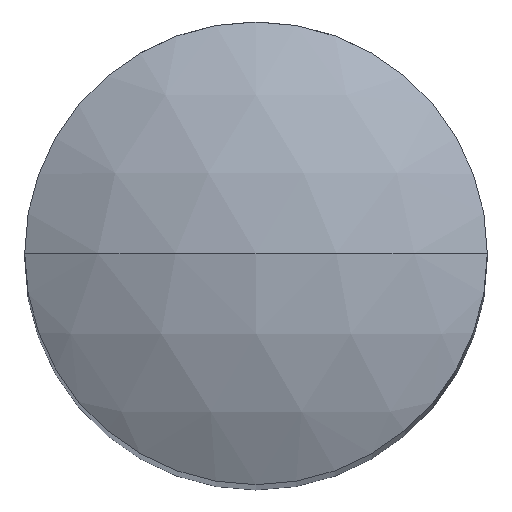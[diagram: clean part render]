
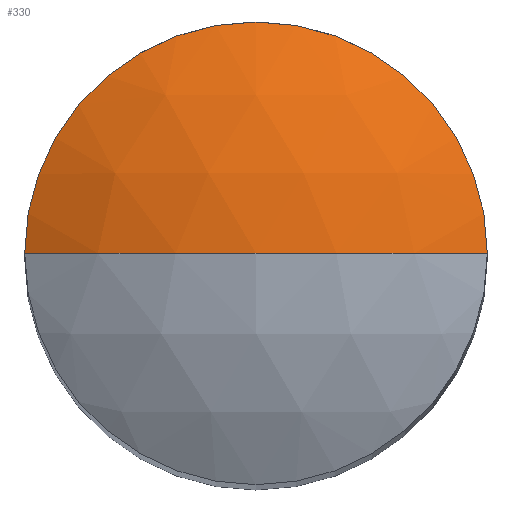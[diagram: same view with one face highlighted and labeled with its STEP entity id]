
A CAD part, top view. The second image highlights one B-rep face of the part: STEP entity #330.
In plain terms, the highlighted spherical face has radius 5 mm.
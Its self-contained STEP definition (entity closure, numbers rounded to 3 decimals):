
#1 = AXIS2_PLACEMENT_3D ( 'NONE', #168, #655, #242 ) ;
#116 = ORIENTED_EDGE ( 'NONE', *, *, #350, .F. ) ;
#120 = AXIS2_PLACEMENT_3D ( 'NONE', #341, #791, #416 ) ;
#121 = CARTESIAN_POINT ( 'NONE',  ( 2.5, 0., 16.83 ) ) ;
#159 = CIRCLE ( 'NONE', #193, 5. ) ;
#164 = DIRECTION ( 'NONE',  ( 1., 0., 0. ) ) ;
#165 = EDGE_LOOP ( 'NONE', ( #116, #719, #547 ) ) ;
#168 = CARTESIAN_POINT ( 'NONE',  ( 0., 0., 16.83 ) ) ;
#175 = DIRECTION ( 'NONE',  ( 0., -1., 0. ) ) ;
#177 = CARTESIAN_POINT ( 'NONE',  ( 0., 0., 12.5 ) ) ;
#193 = AXIS2_PLACEMENT_3D ( 'NONE', #177, #175, #164 ) ;
#226 = AXIS2_PLACEMENT_3D ( 'NONE', #285, #379, #701 ) ;
#242 = DIRECTION ( 'NONE',  ( -1., 0., 0. ) ) ;
#244 = VERTEX_POINT ( 'NONE', #369 ) ;
#285 = CARTESIAN_POINT ( 'NONE',  ( 0., 0., 12.5 ) ) ;
#330 = ADVANCED_FACE ( 'NONE', ( #528 ), #348, .T. ) ;
#341 = CARTESIAN_POINT ( 'NONE',  ( 0., 0., 12.5 ) ) ;
#348 = SPHERICAL_SURFACE ( 'NONE', #226, 5. ) ;
#350 = EDGE_CURVE ( 'NONE', #244, #645, #159, .T. ) ;
#369 = CARTESIAN_POINT ( 'NONE',  ( 0., 0., 17.5 ) ) ;
#379 = DIRECTION ( 'NONE',  ( 0., -1., 0. ) ) ;
#391 = CARTESIAN_POINT ( 'NONE',  ( -2.5, 0., 16.83 ) ) ;
#409 = EDGE_CURVE ( 'NONE', #244, #760, #613, .T. ) ;
#416 = DIRECTION ( 'NONE',  ( 0., 0., 1. ) ) ;
#528 = FACE_OUTER_BOUND ( 'NONE', #165, .T. ) ;
#538 = EDGE_CURVE ( 'NONE', #645, #760, #675, .T. ) ;
#547 = ORIENTED_EDGE ( 'NONE', *, *, #538, .F. ) ;
#613 = CIRCLE ( 'NONE', #120, 5. ) ;
#645 = VERTEX_POINT ( 'NONE', #391 ) ;
#655 = DIRECTION ( 'NONE',  ( 0., 0., -1. ) ) ;
#675 = CIRCLE ( 'NONE', #1, 2.5 ) ;
#701 = DIRECTION ( 'NONE',  ( 1., 0., 0. ) ) ;
#719 = ORIENTED_EDGE ( 'NONE', *, *, #409, .T. ) ;
#760 = VERTEX_POINT ( 'NONE', #121 ) ;
#791 = DIRECTION ( 'NONE',  ( 0., 1., 0. ) ) ;
